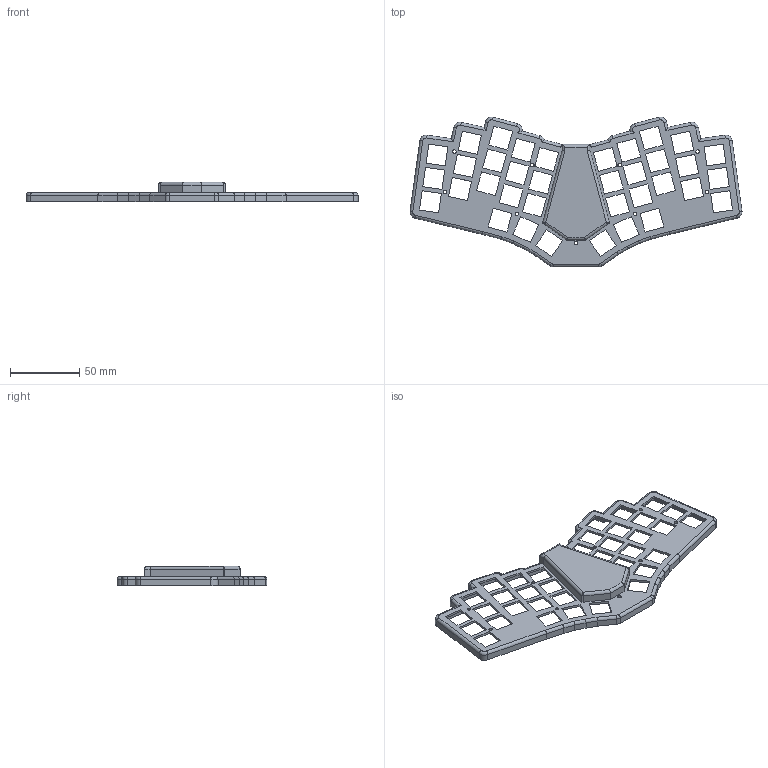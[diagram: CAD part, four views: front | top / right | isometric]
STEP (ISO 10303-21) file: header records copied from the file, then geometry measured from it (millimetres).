
FILE_DESCRIPTION(/* description */ (''),/* implementation_level */ '2;1');
FILE_NAME(/* name */ 'bad-wings-body-no-cirque-5mm.step',/* time_stamp */ '2022-11-19T20:34:20-08:00',/* author */ (''),/* organization */ (''),/* preprocessor_version */ 'ST-DEVELOPER v19.2',/* originating_system */ 'Autodesk Translation Framework v11.17.0.187',/* authorisation */ '');
FILE_SCHEMA (('AUTOMOTIVE_DESIGN { 1 0 10303 214 3 1 1 }'));
Length unit declared in the file: millimetre
Products named in the file (1): FusionComponent
Bounding box: 239.14 x 107.88 x 14 mm (x, y, z)
Volume: 39341.6 mm3; surface area: 34500.4 mm2
Topology: 1 solids, 1 shells, 332 faces, 937 edges, 604 vertices
Faces by surface type: plane 228, cylinder 88, torus 14, bspline 2
Full cylindrical faces by diameter (mm): 2.5 x9
Entity records: 10886 total; most frequent: CARTESIAN_POINT 1965, ORIENTED_EDGE 1874, DIRECTION 1755, EDGE_CURVE 937, LINE 767, VECTOR 767, VERTEX_POINT 608, AXIS2_PLACEMENT_3D 494
